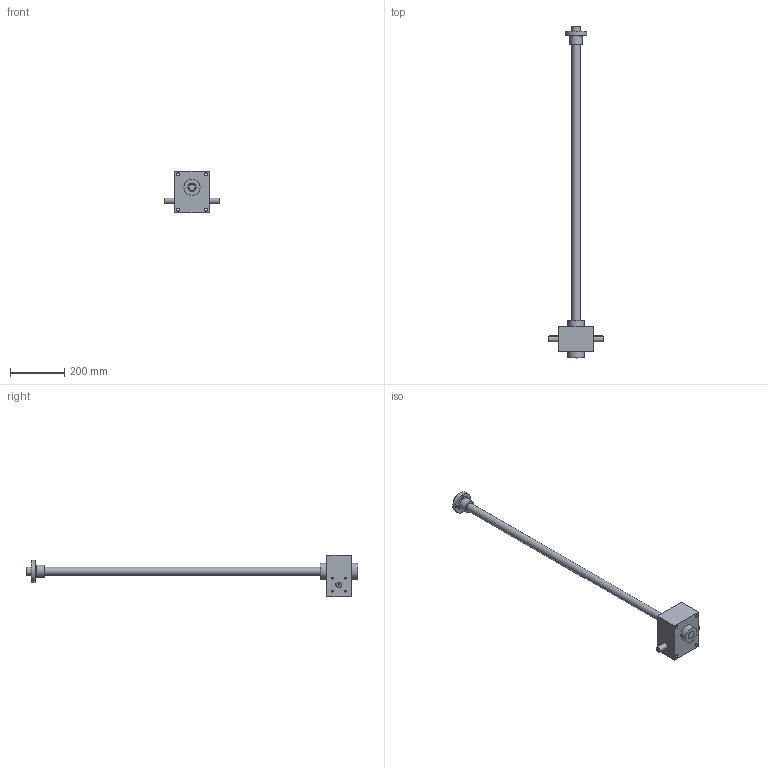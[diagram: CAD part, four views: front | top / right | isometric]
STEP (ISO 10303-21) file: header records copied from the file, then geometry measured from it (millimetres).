
FILE_DESCRIPTION( ( 'STEP AP214' ), '1' );
FILE_NAME( 'XTPR306_B_-_R.1_10_C.1000_-_-_-_-_-_-.stp', '2018-08-28T11:32:39', ( '' ), ( '' ), ' ', 'PARTsolutions', ' ' );
FILE_SCHEMA( ( 'AUTOMOTIVE_DESIGN { 1 0 10303 214 1 1 1 1 }' ) );
Length unit declared in the file: millimetre
Products named in the file (5): XTPR306_B_-_R.1/10_C.1000_-_-_-_-_-_-; _XTPR306_1_1_1_1_xtpr_1; _XTPR306-2; _XTPR306_1000_11-_xtpr_3; _XTPR306_1000_1_xtpr_4
Assembly tree (5 placements, depth 2):
  XTPR306_B_-_R.1/10_C.1000_-_-_-_-_-_-
    _XTPR306_1_1_1_1_xtpr_1
    _XTPR306-2  x2
    _XTPR306_1000_11-_xtpr_3
    _XTPR306_1000_1_xtpr_4
Bounding box: 206 x 1228 x 155 mm (x, y, z)
Volume: 2794064.4 mm3; surface area: 283509.5 mm2
Topology: 5 solids, 5 shells, 176 faces, 443 edges, 290 vertices
Faces by surface type: plane 92, cylinder 59, cone 24, torus 1
Full cylindrical faces by diameter (mm): 4.917 x10, 7 x4, 11 x4, 20 x3, 24 x2, 30 x1, 46 x1, 60 x2, 80 x1
Entity records: 6130 total; most frequent: CARTESIAN_POINT 854, DIRECTION 816, ORIENTED_EDGE 708, EDGE_CURVE 354, AXIS2_PLACEMENT_3D 293, VERTEX_POINT 267, EDGE_LOOP 248, LINE 230
